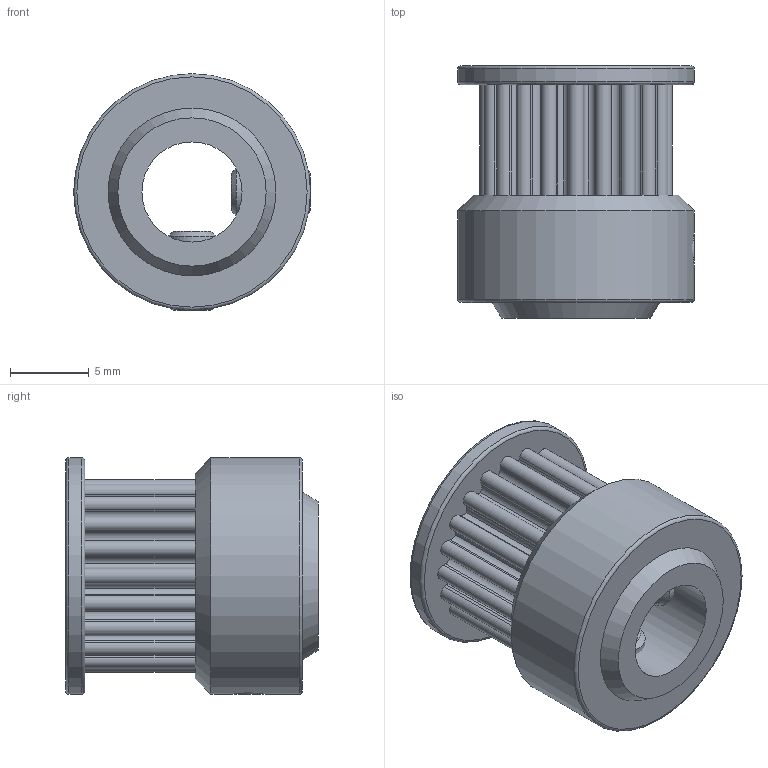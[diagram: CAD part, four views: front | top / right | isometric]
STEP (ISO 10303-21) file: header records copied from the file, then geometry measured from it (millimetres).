
FILE_DESCRIPTION(/* description */ ('STEP AP214'),/* implementation_level */ '2;1');
FILE_NAME(/* name */ 'GT2-20 TEETH PULLEY (V.GT2.20TH.PULL).stp',/* time_stamp */ '2023-03-01T15:15:40+02:00',/* author */ ('arnold.brand'),/* organization */ (''),/* preprocessor_version */ 'ST-DEVELOPER v19.2',/* originating_system */ 'Autodesk Inventor 2023',/* authorisation */ '');
FILE_SCHEMA (('AUTOMOTIVE_DESIGN { 1 0 10303 214 3 1 1 }'));
Length unit declared in the file: millimetre
Products named in the file (3): GT2-20 TEETH PULLEY (V.GT2.20TH.PULL); GT2-20 TEETH PULLEY (V.GT2.20TH.PULL) - Body; ISO 4026 - M3 x 5
Assembly tree (3 placements, depth 2):
  GT2-20 TEETH PULLEY (V.GT2.20TH.PULL)
    GT2-20 TEETH PULLEY (V.GT2.20TH.PULL) - Body
    ISO 4026 - M3 x 5  x2
Bounding box: 15 x 16 x 15 mm (x, y, z)
Volume: 1671.4 mm3; surface area: 1731.9 mm2
Topology: 3 solids, 3 shells, 141 faces, 395 edges, 264 vertices
Faces by surface type: cylinder 67, plane 62, cone 9, torus 3
Full cylindrical faces by diameter (mm): 2.459 x2, 3 x2, 6.35 x1, 15 x2
Entity records: 4495 total; most frequent: CARTESIAN_POINT 895, DIRECTION 764, ORIENTED_EDGE 728, EDGE_CURVE 364, AXIS2_PLACEMENT_3D 280, VERTEX_POINT 244, LINE 204, VECTOR 204
